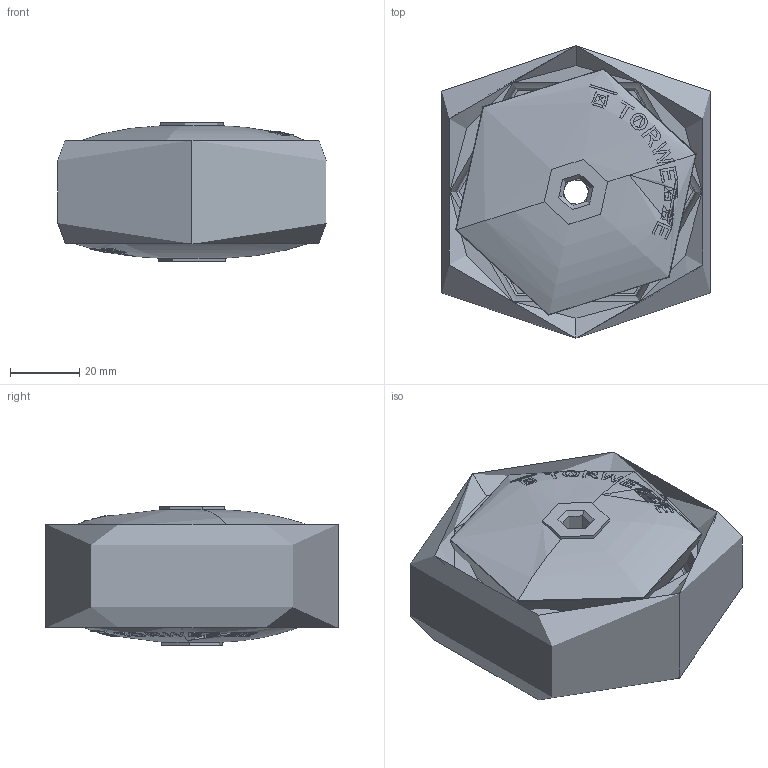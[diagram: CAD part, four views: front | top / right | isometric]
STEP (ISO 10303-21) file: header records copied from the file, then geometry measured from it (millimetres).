
FILE_DESCRIPTION (( 'STEP AP214' ), '1' );
FILE_NAME ('0021576.step', '2020-12-16T10:34:31', ( '' ), ( '' ), 'SwSTEP 2.0', 'SolidWorks 2018', '' );
FILE_SCHEMA (( 'AUTOMOTIVE_DESIGN' ));
Length unit declared in the file: millimetre
Products named in the file (1): 0021576
Bounding box: 77.52 x 84.5 x 40 mm (x, y, z)
Volume: 165827.6 mm3; surface area: 56922.8 mm2
Topology: 4 solids, 4 shells, 456 faces, 1154 edges, 744 vertices
Faces by surface type: bspline 294, torus 88, cylinder 34, cone 20, plane 20
Entity records: 26643 total; most frequent: CARTESIAN_POINT 18053, ORIENTED_EDGE 2308, EDGE_CURVE 1154, B_SPLINE_CURVE_WITH_KNOTS 876, DIRECTION 814, VERTEX_POINT 744, EDGE_LOOP 502, FACE_OUTER_BOUND 456
